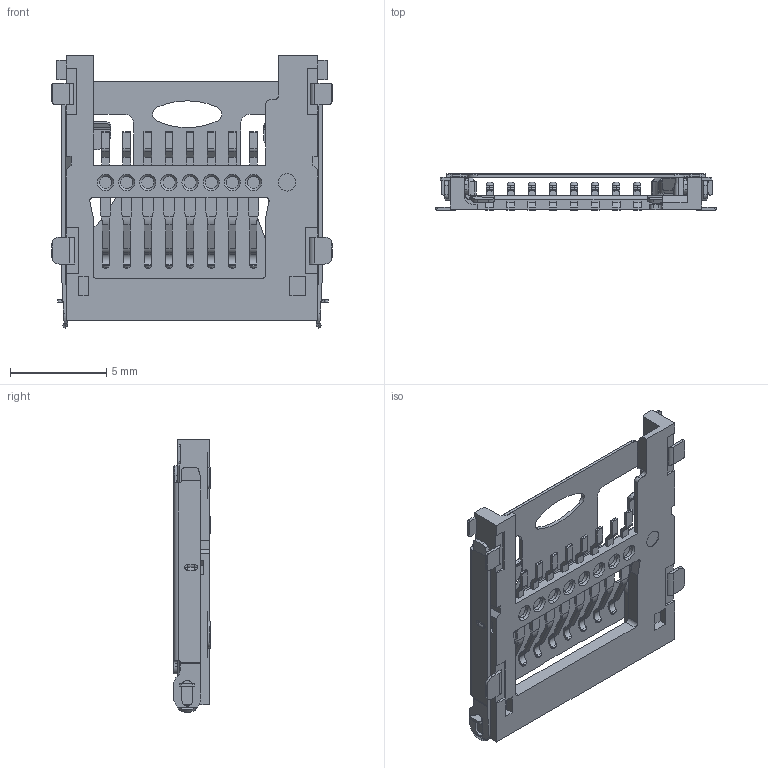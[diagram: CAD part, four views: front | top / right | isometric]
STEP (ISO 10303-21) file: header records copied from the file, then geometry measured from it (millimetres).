
FILE_DESCRIPTION (( 'STEP AP214' ), '1' );
FILE_NAME ('CUI_DEVICES_MSD-10-C.step', '2024-08-01T14:21:44', ( '' ), ( '' ), 'SwSTEP 2.0', 'SolidWorks 2024', '' );
FILE_SCHEMA (( 'AUTOMOTIVE_DESIGN' ));
Length unit declared in the file: inch
Products named in the file (1): CUI_DEVICES_MSD-10-C
Bounding box: 14.6 x 1.9 x 14.2 mm (x, y, z)
Volume: 115 mm3; surface area: 673.6 mm2
Topology: 1 solids, 3 shells, 1195 faces, 3266 edges, 2103 vertices
Faces by surface type: plane 622, cylinder 400, torus 70, bspline 52, cone 44, sphere 7
Entity records: 40956 total; most frequent: CARTESIAN_POINT 10775, ORIENTED_EDGE 6500, DIRECTION 6113, EDGE_CURVE 3250, VERTEX_POINT 2097, AXIS2_PLACEMENT_3D 2054, VECTOR 2005, LINE 2005
